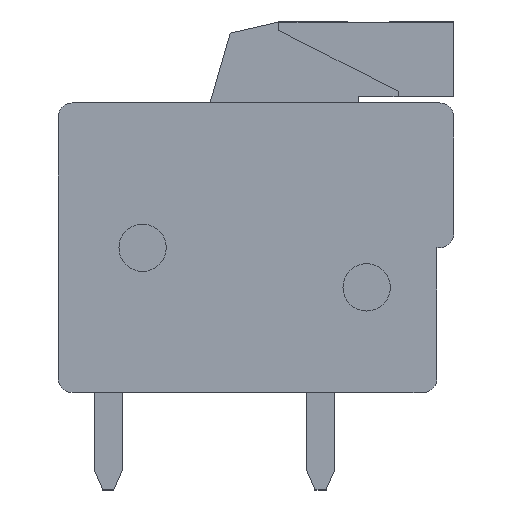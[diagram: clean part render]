
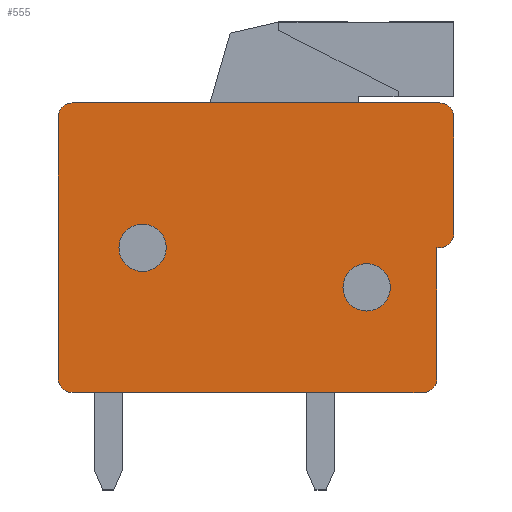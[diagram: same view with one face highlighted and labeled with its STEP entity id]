
A CAD part, left-side view. The second image highlights one B-rep face of the part: STEP entity #555.
In plain terms, the highlighted planar face has unit normal (-1, 0, 0).
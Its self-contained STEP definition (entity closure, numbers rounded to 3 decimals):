
#555 = ADVANCED_FACE( '', ( #1140, #1141, #1142 ), #1143, .T. );
#1140 = FACE_BOUND( '', #1802, .T. );
#1141 = FACE_OUTER_BOUND( '', #1803, .T. );
#1142 = FACE_BOUND( '', #1804, .T. );
#1143 = PLANE( '', #1805 );
#1802 = EDGE_LOOP( '', ( #3005 ) );
#1803 = EDGE_LOOP( '', ( #3006, #3007, #3008, #3009, #3010, #3011, #3012, #3013, #3014, #3015, #3016 ) );
#1804 = EDGE_LOOP( '', ( #3017 ) );
#1805 = AXIS2_PLACEMENT_3D( '', #3018, #3019, #3020 );
#3005 = ORIENTED_EDGE( '', *, *, #4514, .T. );
#3006 = ORIENTED_EDGE( '', *, *, #4515, .T. );
#3007 = ORIENTED_EDGE( '', *, *, #4201, .T. );
#3008 = ORIENTED_EDGE( '', *, *, #4516, .T. );
#3009 = ORIENTED_EDGE( '', *, *, #4517, .T. );
#3010 = ORIENTED_EDGE( '', *, *, #4078, .T. );
#3011 = ORIENTED_EDGE( '', *, *, #4518, .T. );
#3012 = ORIENTED_EDGE( '', *, *, #4519, .T. );
#3013 = ORIENTED_EDGE( '', *, *, #4520, .T. );
#3014 = ORIENTED_EDGE( '', *, *, #4168, .T. );
#3015 = ORIENTED_EDGE( '', *, *, #4417, .T. );
#3016 = ORIENTED_EDGE( '', *, *, #4120, .T. );
#3017 = ORIENTED_EDGE( '', *, *, #4339, .T. );
#3018 = CARTESIAN_POINT( '', ( -2.5, 0., 0. ) );
#3019 = DIRECTION( '', ( -1., 0., 0. ) );
#3020 = DIRECTION( '', ( 0., 0., 1. ) );
#4078 = EDGE_CURVE( '', #4839, #4837, #4840, .T. );
#4120 = EDGE_CURVE( '', #4915, #4916, #4917, .T. );
#4168 = EDGE_CURVE( '', #4999, #4997, #5000, .T. );
#4201 = EDGE_CURVE( '', #5056, #5054, #5057, .T. );
#4339 = EDGE_CURVE( '', #5285, #5285, #5286, .T. );
#4417 = EDGE_CURVE( '', #4997, #4915, #5402, .T. );
#4514 = EDGE_CURVE( '', #5544, #5544, #5545, .T. );
#4515 = EDGE_CURVE( '', #4916, #5056, #5546, .T. );
#4516 = EDGE_CURVE( '', #5054, #5547, #5548, .T. );
#4517 = EDGE_CURVE( '', #5547, #4839, #5549, .T. );
#4518 = EDGE_CURVE( '', #4837, #5550, #5551, .T. );
#4519 = EDGE_CURVE( '', #5550, #5552, #5553, .T. );
#4520 = EDGE_CURVE( '', #5552, #4999, #5554, .T. );
#4837 = VERTEX_POINT( '', #5949 );
#4839 = VERTEX_POINT( '', #5952 );
#4840 = LINE( '', #5953, #5954 );
#4915 = VERTEX_POINT( '', #6060 );
#4916 = VERTEX_POINT( '', #6061 );
#4917 = LINE( '', #6062, #6063 );
#4997 = VERTEX_POINT( '', #6178 );
#4999 = VERTEX_POINT( '', #6181 );
#5000 = LINE( '', #6182, #6183 );
#5054 = VERTEX_POINT( '', #6259 );
#5056 = VERTEX_POINT( '', #6262 );
#5057 = CIRCLE( '', #6263, 0.5 );
#5285 = VERTEX_POINT( '', #6578 );
#5286 = CIRCLE( '', #6579, 0.85 );
#5402 = CIRCLE( '', #6749, 0.5 );
#5544 = VERTEX_POINT( '', #6957 );
#5545 = CIRCLE( '', #6958, 0.85 );
#5546 = LINE( '', #6959, #6960 );
#5547 = VERTEX_POINT( '', #6961 );
#5548 = LINE( '', #6962, #6963 );
#5549 = CIRCLE( '', #6964, 0.5 );
#5550 = VERTEX_POINT( '', #6965 );
#5551 = CIRCLE( '', #6966, 0.5 );
#5552 = VERTEX_POINT( '', #6967 );
#5553 = LINE( '', #6968, #6969 );
#5554 = CIRCLE( '', #6970, 0.5 );
#5949 = CARTESIAN_POINT( '', ( -2.5, 6.6, 5.2 ) );
#5952 = CARTESIAN_POINT( '', ( -2.5, -6.6, 5.2 ) );
#5953 = CARTESIAN_POINT( '', ( -2.5, -7.1, 5.2 ) );
#5954 = VECTOR( '', #7442, 1000. );
#6060 = CARTESIAN_POINT( '', ( -2.5, -6.5, -4.7 ) );
#6061 = CARTESIAN_POINT( '', ( -2.5, -6.5, 0. ) );
#6062 = CARTESIAN_POINT( '', ( -2.5, -6.5, -5.2 ) );
#6063 = VECTOR( '', #7483, 1000. );
#6178 = CARTESIAN_POINT( '', ( -2.5, -6., -5.2 ) );
#6181 = CARTESIAN_POINT( '', ( -2.5, 6.6, -5.2 ) );
#6182 = CARTESIAN_POINT( '', ( -2.5, 7.1, -5.2 ) );
#6183 = VECTOR( '', #7535, 1000. );
#6259 = CARTESIAN_POINT( '', ( -2.5, -7.1, 0.5 ) );
#6262 = CARTESIAN_POINT( '', ( -2.5, -6.6, 0. ) );
#6263 = AXIS2_PLACEMENT_3D( '', #7571, #7572, #7573 );
#6578 = CARTESIAN_POINT( '', ( -2.5, -4.825, -1.425 ) );
#6579 = AXIS2_PLACEMENT_3D( '', #7739, #7740, #7741 );
#6749 = AXIS2_PLACEMENT_3D( '', #7808, #7809, #7810 );
#6957 = CARTESIAN_POINT( '', ( -2.5, 3.22, 0. ) );
#6958 = AXIS2_PLACEMENT_3D( '', #7904, #7905, #7906 );
#6959 = CARTESIAN_POINT( '', ( -2.5, -6.5, 0. ) );
#6960 = VECTOR( '', #7907, 1000. );
#6961 = CARTESIAN_POINT( '', ( -2.5, -7.1, 4.7 ) );
#6962 = CARTESIAN_POINT( '', ( -2.5, -7.1, 0. ) );
#6963 = VECTOR( '', #7908, 1000. );
#6964 = AXIS2_PLACEMENT_3D( '', #7909, #7910, #7911 );
#6965 = CARTESIAN_POINT( '', ( -2.5, 7.1, 4.7 ) );
#6966 = AXIS2_PLACEMENT_3D( '', #7912, #7913, #7914 );
#6967 = CARTESIAN_POINT( '', ( -2.5, 7.1, -4.7 ) );
#6968 = CARTESIAN_POINT( '', ( -2.5, 7.1, 5.2 ) );
#6969 = VECTOR( '', #7915, 1000. );
#6970 = AXIS2_PLACEMENT_3D( '', #7916, #7917, #7918 );
#7442 = DIRECTION( '', ( 0., 1., 0. ) );
#7483 = DIRECTION( '', ( 0., 0., 1. ) );
#7535 = DIRECTION( '', ( 0., -1., 0. ) );
#7571 = CARTESIAN_POINT( '', ( -2.5, -6.6, 0.5 ) );
#7572 = DIRECTION( '', ( -1., 0., 0. ) );
#7573 = DIRECTION( '', ( 0., 0., 1. ) );
#7739 = CARTESIAN_POINT( '', ( -2.5, -3.975, -1.425 ) );
#7740 = DIRECTION( '', ( 1., 0., 0. ) );
#7741 = DIRECTION( '', ( 0., -1., 0. ) );
#7808 = CARTESIAN_POINT( '', ( -2.5, -6., -4.7 ) );
#7809 = DIRECTION( '', ( -1., 0., 0. ) );
#7810 = DIRECTION( '', ( 0., 0., 1. ) );
#7904 = CARTESIAN_POINT( '', ( -2.5, 4.07, 0. ) );
#7905 = DIRECTION( '', ( 1., 0., 0. ) );
#7906 = DIRECTION( '', ( 0., -1., 0. ) );
#7907 = DIRECTION( '', ( 0., -1., 0. ) );
#7908 = DIRECTION( '', ( 0., 0., 1. ) );
#7909 = CARTESIAN_POINT( '', ( -2.5, -6.6, 4.7 ) );
#7910 = DIRECTION( '', ( -1., 0., 0. ) );
#7911 = DIRECTION( '', ( 0., 0., 1. ) );
#7912 = CARTESIAN_POINT( '', ( -2.5, 6.6, 4.7 ) );
#7913 = DIRECTION( '', ( -1., 0., 0. ) );
#7914 = DIRECTION( '', ( 0., 0., 1. ) );
#7915 = DIRECTION( '', ( 0., 0., -1. ) );
#7916 = CARTESIAN_POINT( '', ( -2.5, 6.6, -4.7 ) );
#7917 = DIRECTION( '', ( -1., 0., 0. ) );
#7918 = DIRECTION( '', ( 0., 0., 1. ) );
